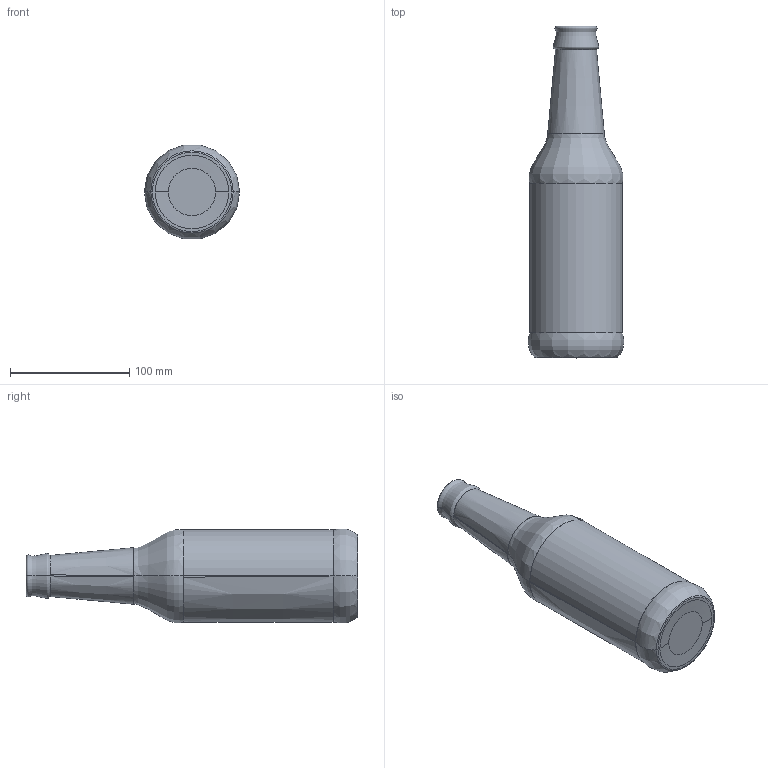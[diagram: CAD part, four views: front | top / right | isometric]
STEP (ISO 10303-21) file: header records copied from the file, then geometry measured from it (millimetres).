
FILE_DESCRIPTION((''),'2;1');
FILE_NAME('BEER_BOTLE_DUFF','2011-11-21T',('ale'),(''),'PRO/ENGINEER BY PARAMETRIC TECHNOLOGY CORPORATION, 2010480','PRO/ENGINEER BY PARAMETRIC TECHNOLOGY CORPORATION, 2010480','');
FILE_SCHEMA(('CONFIG_CONTROL_DESIGN'));
Length unit declared in the file: millimetre
Products named in the file (1): BEER_BOTLE_DUFF
Bounding box: 79.94 x 278.06 x 78.64 mm (x, y, z)
Volume: 178328.4 mm3; surface area: 129935.3 mm2
Topology: 1 solids, 2 shells, 54 faces, 110 edges, 62 vertices
Faces by surface type: bspline 13, revolution 10, plane 9, cone 8, torus 8, cylinder 6
Entity records: 2075 total; most frequent: CARTESIAN_POINT 935, DIRECTION 222, ORIENTED_EDGE 216, EDGE_CURVE 110, AXIS2_PLACEMENT_3D 86, VERTEX_POINT 62, EDGE_LOOP 57, FACE_OUTER_BOUND 54
